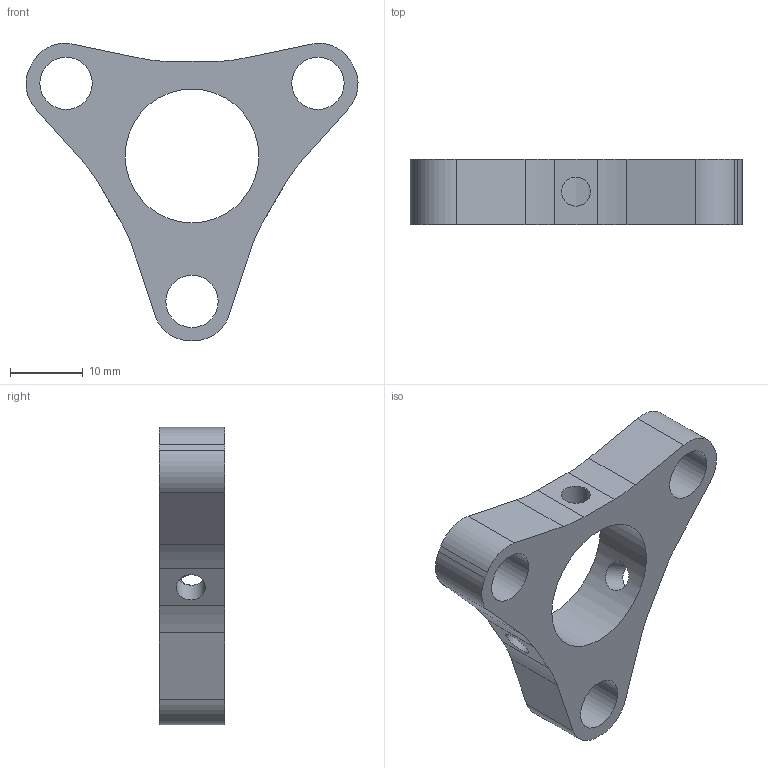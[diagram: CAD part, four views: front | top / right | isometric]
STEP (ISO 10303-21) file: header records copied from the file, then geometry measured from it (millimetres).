
FILE_DESCRIPTION(/* description */ (''),/* implementation_level */ '2;1');
FILE_NAME(/* name */ 'laser_small.step',/* time_stamp */ '2020-10-16T09:56:24+02:00',/* author */ (''),/* organization */ (''),/* preprocessor_version */ 'ST-DEVELOPER v18.1',/* originating_system */ 'Autodesk Translation Framework v9.3.0.1241',/* authorisation */ '');
FILE_SCHEMA (('AUTOMOTIVE_DESIGN { 1 0 10303 214 3 1 1 }'));
Length unit declared in the file: millimetre
Products named in the file (1): laser_small
Bounding box: 45.65 x 9 x 40.88 mm (x, y, z)
Volume: 5553.2 mm3; surface area: 3727.6 mm2
Topology: 1 solids, 1 shells, 33 faces, 95 edges, 64 vertices
Faces by surface type: cylinder 22, plane 11
Full cylindrical faces by diameter (mm): 4 x3, 7.2 x3, 18.4 x1
Entity records: 1292 total; most frequent: CARTESIAN_POINT 294, DIRECTION 199, ORIENTED_EDGE 190, EDGE_CURVE 95, AXIS2_PLACEMENT_3D 75, VERTEX_POINT 64, LINE 49, VECTOR 49
